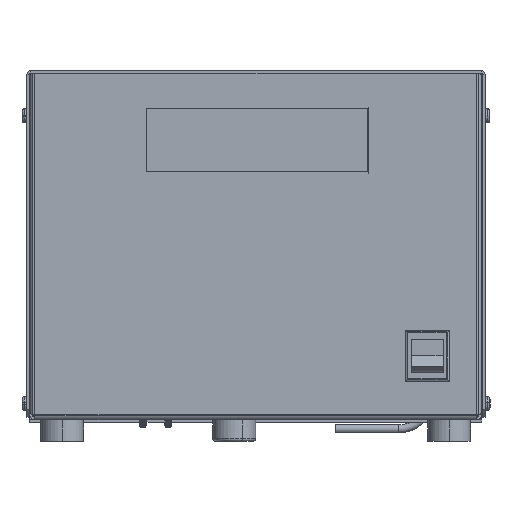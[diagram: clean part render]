
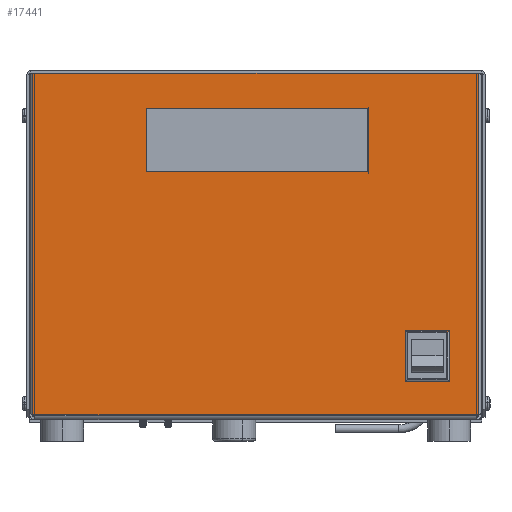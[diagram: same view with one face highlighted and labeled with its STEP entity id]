
A CAD part, left-side view. The second image highlights one B-rep face of the part: STEP entity #17441.
In plain terms, the highlighted planar face has unit normal (-1, 0, 0).
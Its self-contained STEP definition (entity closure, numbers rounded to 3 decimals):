
#1203 = CARTESIAN_POINT ( 'NONE',  ( -32.194, 275.32, 330.393 ) ) ;
#1653 = VERTEX_POINT ( 'NONE', #126809 ) ;
#5753 = VERTEX_POINT ( 'NONE', #120986 ) ;
#6972 = ORIENTED_EDGE ( 'NONE', *, *, #144833, .T. ) ;
#10842 = DIRECTION ( 'NONE',  ( 0., 1., 0. ) ) ;
#11351 = DIRECTION ( 'NONE',  ( -1., 0., 0. ) ) ;
#11494 = EDGE_LOOP ( 'NONE', ( #19903, #162758, #93331, #30491 ) ) ;
#17441 = ADVANCED_FACE ( 'NONE', ( #29000, #145422, #197407 ), #77387, .T. ) ;
#18631 = LINE ( 'NONE', #1203, #140085 ) ;
#19903 = ORIENTED_EDGE ( 'NONE', *, *, #179812, .F. ) ;
#21157 = CARTESIAN_POINT ( 'NONE',  ( -32.194, 340.903, 150.434 ) ) ;
#21314 = CARTESIAN_POINT ( 'NONE',  ( -32.194, 342.427, 350.586 ) ) ;
#23654 = DIRECTION ( 'NONE',  ( -1., 0., 0. ) ) ;
#24037 = CIRCLE ( 'NONE', #41580, 1.524 ) ;
#25160 = DIRECTION ( 'NONE',  ( 0., -1., 0. ) ) ;
#27539 = VECTOR ( 'NONE', #203142, 1000. ) ;
#28250 = CARTESIAN_POINT ( 'NONE',  ( -32.194, 97.876, 170.576 ) ) ;
#28281 = CARTESIAN_POINT ( 'NONE',  ( -32.194, 342.427, 150.434 ) ) ;
#29000 = FACE_OUTER_BOUND ( 'NONE', #163144, .T. ) ;
#29294 = CARTESIAN_POINT ( 'NONE',  ( -32.194, 97.876, 198.77 ) ) ;
#29697 = VECTOR ( 'NONE', #10842, 1000. ) ;
#30491 = ORIENTED_EDGE ( 'NONE', *, *, #71711, .F. ) ;
#33593 = VECTOR ( 'NONE', #36766, 1000. ) ;
#34069 = CIRCLE ( 'NONE', #73564, 1.524 ) ;
#34248 = VECTOR ( 'NONE', #61057, 1000. ) ;
#34294 = LINE ( 'NONE', #135901, #197746 ) ;
#35606 = CIRCLE ( 'NONE', #84709, 1.524 ) ;
#36766 = DIRECTION ( 'NONE',  ( 0., 0., -1. ) ) ;
#37086 = DIRECTION ( 'NONE',  ( 0., -1., 0. ) ) ;
#40480 = ORIENTED_EDGE ( 'NONE', *, *, #122677, .T. ) ;
#41580 = AXIS2_PLACEMENT_3D ( 'NONE', #106166, #11351, #122130 ) ;
#43736 = CARTESIAN_POINT ( 'NONE',  ( -32.194, 80.299, 150.434 ) ) ;
#44186 = EDGE_CURVE ( 'NONE', #108105, #5753, #35606, .T. ) ;
#46778 = ORIENTED_EDGE ( 'NONE', *, *, #103533, .F. ) ;
#47282 = CARTESIAN_POINT ( 'NONE',  ( -32.194, 340.903, 148.91 ) ) ;
#48748 = CARTESIAN_POINT ( 'NONE',  ( -32.194, 80.299, 352.11 ) ) ;
#50235 = EDGE_CURVE ( 'NONE', #200370, #119155, #75749, .T. ) ;
#50257 = VERTEX_POINT ( 'NONE', #179287 ) ;
#55830 = ORIENTED_EDGE ( 'NONE', *, *, #78783, .T. ) ;
#56235 = EDGE_CURVE ( 'NONE', #191260, #108105, #147744, .T. ) ;
#58407 = VERTEX_POINT ( 'NONE', #152740 ) ;
#59181 = ORIENTED_EDGE ( 'NONE', *, *, #56235, .T. ) ;
#59692 = DIRECTION ( 'NONE',  ( 0., 1., 0. ) ) ;
#61057 = DIRECTION ( 'NONE',  ( 0., 0., 1. ) ) ;
#70249 = CARTESIAN_POINT ( 'NONE',  ( -32.194, 144.764, 292.928 ) ) ;
#71711 = EDGE_CURVE ( 'NONE', #146026, #85061, #121666, .T. ) ;
#72787 = VECTOR ( 'NONE', #195249, 1000. ) ;
#73564 = AXIS2_PLACEMENT_3D ( 'NONE', #43736, #154554, #59692 ) ;
#74350 = VERTEX_POINT ( 'NONE', #124455 ) ;
#75749 = LINE ( 'NONE', #115694, #33593 ) ;
#77387 = PLANE ( 'NONE',  #147515 ) ;
#78783 = EDGE_CURVE ( 'NONE', #74350, #202516, #136672, .T. ) ;
#78929 = CARTESIAN_POINT ( 'NONE',  ( -32.194, 340.903, 352.11 ) ) ;
#84276 = EDGE_CURVE ( 'NONE', #202516, #128408, #106617, .T. ) ;
#84709 = AXIS2_PLACEMENT_3D ( 'NONE', #21157, #131955, #37086 ) ;
#85061 = VERTEX_POINT ( 'NONE', #203762 ) ;
#87047 = ORIENTED_EDGE ( 'NONE', *, *, #84276, .T. ) ;
#87233 = EDGE_CURVE ( 'NONE', #119155, #163185, #200927, .T. ) ;
#90245 = EDGE_CURVE ( 'NONE', #85061, #117834, #18631, .T. ) ;
#92582 = LINE ( 'NONE', #98314, #134634 ) ;
#92628 = CARTESIAN_POINT ( 'NONE',  ( -32.194, 275.32, 330.393 ) ) ;
#93331 = ORIENTED_EDGE ( 'NONE', *, *, #90245, .F. ) ;
#93960 = CARTESIAN_POINT ( 'NONE',  ( -32.194, 340.903, 150.434 ) ) ;
#97128 = ORIENTED_EDGE ( 'NONE', *, *, #104102, .F. ) ;
#97914 = CARTESIAN_POINT ( 'NONE',  ( -32.194, 120.863, 198.77 ) ) ;
#98202 = CARTESIAN_POINT ( 'NONE',  ( -32.194, 340.903, 352.11 ) ) ;
#98314 = CARTESIAN_POINT ( 'NONE',  ( -32.194, 78.775, 350.586 ) ) ;
#101681 = VECTOR ( 'NONE', #114081, 1000. ) ;
#101822 = VECTOR ( 'NONE', #173695, 1000. ) ;
#103533 = EDGE_CURVE ( 'NONE', #132138, #200370, #118863, .T. ) ;
#104102 = EDGE_CURVE ( 'NONE', #163185, #132138, #118484, .T. ) ;
#106166 = CARTESIAN_POINT ( 'NONE',  ( -32.194, 340.903, 350.586 ) ) ;
#106617 = LINE ( 'NONE', #98202, #101681 ) ;
#108105 = VERTEX_POINT ( 'NONE', #28281 ) ;
#109839 = DIRECTION ( 'NONE',  ( 0., -1., 0. ) ) ;
#109916 = EDGE_CURVE ( 'NONE', #50257, #74350, #92582, .T. ) ;
#114081 = DIRECTION ( 'NONE',  ( 0., 1., 0. ) ) ;
#114233 = DIRECTION ( 'NONE',  ( 0., 0., 1. ) ) ;
#114878 = LINE ( 'NONE', #194576, #72787 ) ;
#115694 = CARTESIAN_POINT ( 'NONE',  ( -32.194, 120.863, 198.77 ) ) ;
#117834 = VERTEX_POINT ( 'NONE', #92628 ) ;
#118484 = LINE ( 'NONE', #29294, #34248 ) ;
#118556 = CARTESIAN_POINT ( 'NONE',  ( -32.194, 80.299, 350.586 ) ) ;
#118863 = LINE ( 'NONE', #200488, #29697 ) ;
#119155 = VERTEX_POINT ( 'NONE', #148924 ) ;
#120986 = CARTESIAN_POINT ( 'NONE',  ( -32.194, 340.903, 148.91 ) ) ;
#121666 = LINE ( 'NONE', #157832, #101822 ) ;
#122130 = DIRECTION ( 'NONE',  ( 0., -1., 0. ) ) ;
#122677 = EDGE_CURVE ( 'NONE', #5753, #1653, #178168, .T. ) ;
#124455 = CARTESIAN_POINT ( 'NONE',  ( -32.194, 78.775, 350.586 ) ) ;
#126809 = CARTESIAN_POINT ( 'NONE',  ( -32.194, 80.299, 148.91 ) ) ;
#126883 = DIRECTION ( 'NONE',  ( 0., -1., 0. ) ) ;
#128408 = VERTEX_POINT ( 'NONE', #78929 ) ;
#131955 = DIRECTION ( 'NONE',  ( -1., 0., 0. ) ) ;
#132138 = VERTEX_POINT ( 'NONE', #150183 ) ;
#134438 = DIRECTION ( 'NONE',  ( 0., -1., 0. ) ) ;
#134634 = VECTOR ( 'NONE', #114233, 1000. ) ;
#135901 = CARTESIAN_POINT ( 'NONE',  ( -32.194, 275.32, 292.928 ) ) ;
#136096 = VECTOR ( 'NONE', #126883, 1000. ) ;
#136672 = CIRCLE ( 'NONE', #150361, 1.524 ) ;
#140085 = VECTOR ( 'NONE', #144537, 1000. ) ;
#144537 = DIRECTION ( 'NONE',  ( 0., 1., 0. ) ) ;
#144833 = EDGE_CURVE ( 'NONE', #1653, #50257, #34069, .T. ) ;
#145422 = FACE_BOUND ( 'NONE', #11494, .T. ) ;
#146026 = VERTEX_POINT ( 'NONE', #70249 ) ;
#147515 = AXIS2_PLACEMENT_3D ( 'NONE', #93960, #204633, #109839 ) ;
#147744 = LINE ( 'NONE', #160553, #184743 ) ;
#148528 = ORIENTED_EDGE ( 'NONE', *, *, #109916, .T. ) ;
#148924 = CARTESIAN_POINT ( 'NONE',  ( -32.194, 120.863, 170.576 ) ) ;
#150183 = CARTESIAN_POINT ( 'NONE',  ( -32.194, 97.876, 198.77 ) ) ;
#150361 = AXIS2_PLACEMENT_3D ( 'NONE', #118556, #23654, #134438 ) ;
#152740 = CARTESIAN_POINT ( 'NONE',  ( -32.194, 275.32, 292.928 ) ) ;
#153559 = EDGE_CURVE ( 'NONE', #117834, #58407, #114878, .T. ) ;
#154554 = DIRECTION ( 'NONE',  ( -1., 0., 0. ) ) ;
#157832 = CARTESIAN_POINT ( 'NONE',  ( -32.194, 144.764, 330.393 ) ) ;
#160553 = CARTESIAN_POINT ( 'NONE',  ( -32.194, 342.427, 350.586 ) ) ;
#161657 = EDGE_LOOP ( 'NONE', ( #198048, #178923, #46778, #97128 ) ) ;
#162758 = ORIENTED_EDGE ( 'NONE', *, *, #153559, .F. ) ;
#163144 = EDGE_LOOP ( 'NONE', ( #164512, #40480, #6972, #148528, #55830, #87047, #182963, #59181 ) ) ;
#163185 = VERTEX_POINT ( 'NONE', #28250 ) ;
#164512 = ORIENTED_EDGE ( 'NONE', *, *, #44186, .T. ) ;
#173695 = DIRECTION ( 'NONE',  ( 0., 0., 1. ) ) ;
#176404 = DIRECTION ( 'NONE',  ( 0., 0., -1. ) ) ;
#178168 = LINE ( 'NONE', #47282, #136096 ) ;
#178923 = ORIENTED_EDGE ( 'NONE', *, *, #50235, .F. ) ;
#179287 = CARTESIAN_POINT ( 'NONE',  ( -32.194, 78.775, 150.434 ) ) ;
#179812 = EDGE_CURVE ( 'NONE', #58407, #146026, #34294, .T. ) ;
#182963 = ORIENTED_EDGE ( 'NONE', *, *, #184942, .T. ) ;
#184743 = VECTOR ( 'NONE', #176404, 1000. ) ;
#184942 = EDGE_CURVE ( 'NONE', #128408, #191260, #24037, .T. ) ;
#187244 = CARTESIAN_POINT ( 'NONE',  ( -32.194, 120.863, 170.576 ) ) ;
#191260 = VERTEX_POINT ( 'NONE', #21314 ) ;
#194576 = CARTESIAN_POINT ( 'NONE',  ( -32.194, 275.32, 330.393 ) ) ;
#195249 = DIRECTION ( 'NONE',  ( 0., 0., -1. ) ) ;
#197407 = FACE_BOUND ( 'NONE', #161657, .T. ) ;
#197746 = VECTOR ( 'NONE', #25160, 1000. ) ;
#198048 = ORIENTED_EDGE ( 'NONE', *, *, #87233, .F. ) ;
#200370 = VERTEX_POINT ( 'NONE', #97914 ) ;
#200488 = CARTESIAN_POINT ( 'NONE',  ( -32.194, 120.863, 198.77 ) ) ;
#200927 = LINE ( 'NONE', #187244, #27539 ) ;
#202516 = VERTEX_POINT ( 'NONE', #48748 ) ;
#203142 = DIRECTION ( 'NONE',  ( 0., -1., 0. ) ) ;
#203762 = CARTESIAN_POINT ( 'NONE',  ( -32.194, 144.764, 330.393 ) ) ;
#204633 = DIRECTION ( 'NONE',  ( -1., 0., 0. ) ) ;
